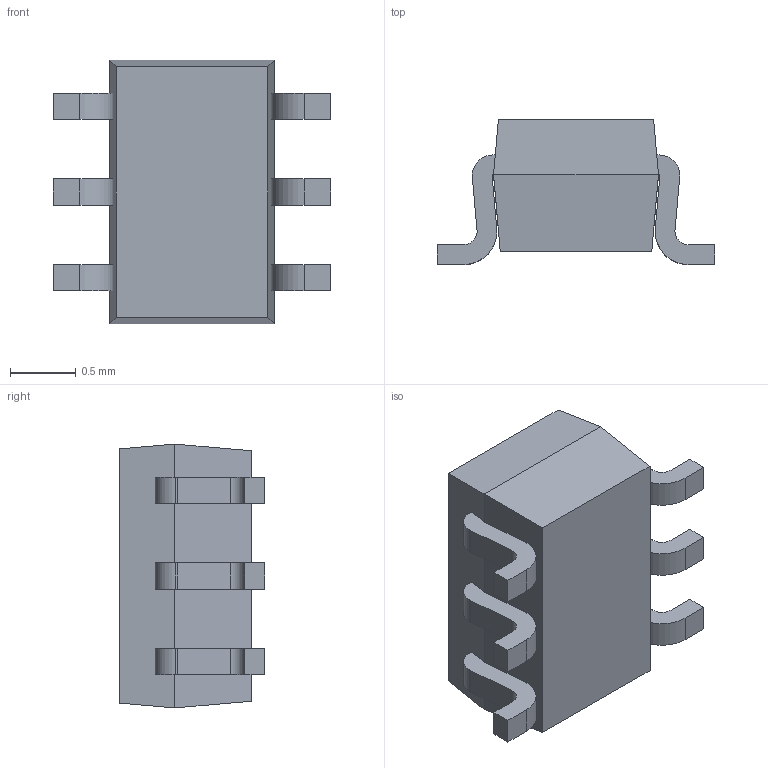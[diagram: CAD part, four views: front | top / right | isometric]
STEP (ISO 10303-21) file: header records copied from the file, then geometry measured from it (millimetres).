
FILE_DESCRIPTION (( 'STEP AP214' ), '1' );
FILE_NAME ('HN2D02FUTW1T1.STEP', '2021-11-28T19:39:44', ( '' ), ( '' ), 'SwSTEP 2.0', 'SolidWorks 2017', '' );
FILE_SCHEMA (( 'AUTOMOTIVE_DESIGN' ));
Length unit declared in the file: millimetre
Products named in the file (1): HN2D02FUTW1T1
Bounding box: 2.1 x 1.1 x 2 mm (x, y, z)
Volume: 2.5 mm3; surface area: 15.7 mm2
Topology: 8 solids, 8 shells, 113 faces, 284 edges, 188 vertices
Faces by surface type: plane 73, cylinder 40
Entity records: 3483 total; most frequent: DIRECTION 592, CARTESIAN_POINT 586, ORIENTED_EDGE 568, EDGE_CURVE 284, LINE 204, VECTOR 204, AXIS2_PLACEMENT_3D 194, VERTEX_POINT 188
